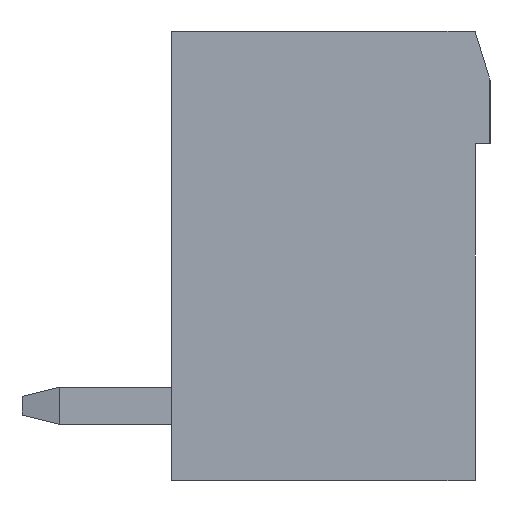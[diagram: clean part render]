
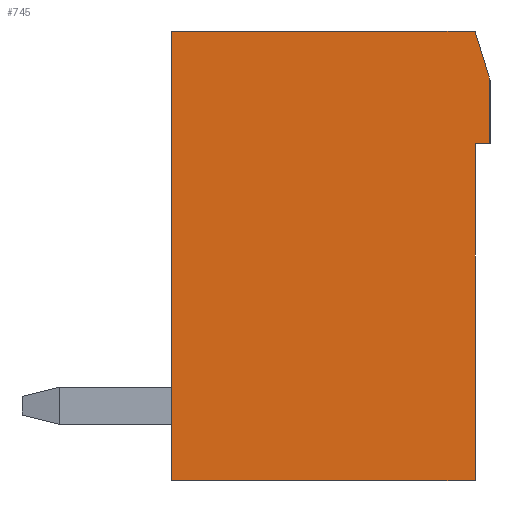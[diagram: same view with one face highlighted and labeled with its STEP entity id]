
A CAD part, left-side view. The second image highlights one B-rep face of the part: STEP entity #745.
In plain terms, the highlighted planar face has unit normal (-1, 0, 0).
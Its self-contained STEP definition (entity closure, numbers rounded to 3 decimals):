
#745 = ADVANCED_FACE( '', ( #1479 ), #1480, .T. );
#1479 = FACE_OUTER_BOUND( '', #2213, .T. );
#1480 = PLANE( '', #2214 );
#2213 = EDGE_LOOP( '', ( #4179, #4180, #4181, #4182, #4183, #4184, #4185 ) );
#2214 = AXIS2_PLACEMENT_3D( '', #4186, #4187, #4188 );
#4179 = ORIENTED_EDGE( '', *, *, #4815, .T. );
#4180 = ORIENTED_EDGE( '', *, *, #4708, .T. );
#4181 = ORIENTED_EDGE( '', *, *, #5047, .T. );
#4182 = ORIENTED_EDGE( '', *, *, #5343, .T. );
#4183 = ORIENTED_EDGE( '', *, *, #5230, .T. );
#4184 = ORIENTED_EDGE( '', *, *, #5234, .T. );
#4185 = ORIENTED_EDGE( '', *, *, #5328, .T. );
#4186 = CARTESIAN_POINT( '', ( -22.86, 0., 0. ) );
#4187 = DIRECTION( '', ( -1., 0., 0. ) );
#4188 = DIRECTION( '', ( 0., 0., 1. ) );
#4708 = EDGE_CURVE( '', #5722, #5720, #5723, .T. );
#4815 = EDGE_CURVE( '', #5912, #5722, #5913, .T. );
#5047 = EDGE_CURVE( '', #5720, #6261, #6262, .T. );
#5230 = EDGE_CURVE( '', #6513, #6514, #6515, .T. );
#5234 = EDGE_CURVE( '', #6514, #6519, #6520, .T. );
#5328 = EDGE_CURVE( '', #6519, #5912, #6630, .T. );
#5343 = EDGE_CURVE( '', #6261, #6513, #6646, .T. );
#5720 = VERTEX_POINT( '', #7164 );
#5722 = VERTEX_POINT( '', #7167 );
#5723 = LINE( '', #7168, #7169 );
#5912 = VERTEX_POINT( '', #7446 );
#5913 = LINE( '', #7447, #7448 );
#6261 = VERTEX_POINT( '', #7962 );
#6262 = LINE( '', #7963, #7964 );
#6513 = VERTEX_POINT( '', #8334 );
#6514 = VERTEX_POINT( '', #8335 );
#6515 = LINE( '', #8336, #8337 );
#6519 = VERTEX_POINT( '', #8343 );
#6520 = LINE( '', #8344, #8345 );
#6630 = LINE( '', #8504, #8505 );
#6646 = LINE( '', #8528, #8529 );
#7164 = CARTESIAN_POINT( '', ( -22.86, 4.05, 6. ) );
#7167 = CARTESIAN_POINT( '', ( -22.86, -4.05, 6. ) );
#7168 = CARTESIAN_POINT( '', ( -22.86, -4.05, 6. ) );
#7169 = VECTOR( '', #8779, 1000. );
#7446 = CARTESIAN_POINT( '', ( -22.86, -4.45, 4.7 ) );
#7447 = CARTESIAN_POINT( '', ( -22.86, -4.45, 4.7 ) );
#7448 = VECTOR( '', #8895, 1000. );
#7962 = CARTESIAN_POINT( '', ( -22.86, 4.05, -6. ) );
#7963 = CARTESIAN_POINT( '', ( -22.86, 4.05, 6. ) );
#7964 = VECTOR( '', #9092, 1000. );
#8334 = CARTESIAN_POINT( '', ( -22.86, -4.05, -6. ) );
#8335 = CARTESIAN_POINT( '', ( -22.86, -4.05, 3. ) );
#8336 = CARTESIAN_POINT( '', ( -22.86, -4.05, -6. ) );
#8337 = VECTOR( '', #9254, 1000. );
#8343 = CARTESIAN_POINT( '', ( -22.86, -4.45, 3. ) );
#8344 = CARTESIAN_POINT( '', ( -22.86, -4.05, 3. ) );
#8345 = VECTOR( '', #9257, 1000. );
#8504 = CARTESIAN_POINT( '', ( -22.86, -4.45, 3. ) );
#8505 = VECTOR( '', #9319, 1000. );
#8528 = CARTESIAN_POINT( '', ( -22.86, 4.05, -6. ) );
#8529 = VECTOR( '', #9330, 1000. );
#8779 = DIRECTION( '', ( 0., 1., 0. ) );
#8895 = DIRECTION( '', ( 0., 0.294, 0.956 ) );
#9092 = DIRECTION( '', ( 0., 0., -1. ) );
#9254 = DIRECTION( '', ( 0., 0., 1. ) );
#9257 = DIRECTION( '', ( 0., -1., 0. ) );
#9319 = DIRECTION( '', ( 0., 0., 1. ) );
#9330 = DIRECTION( '', ( 0., -1., 0. ) );
